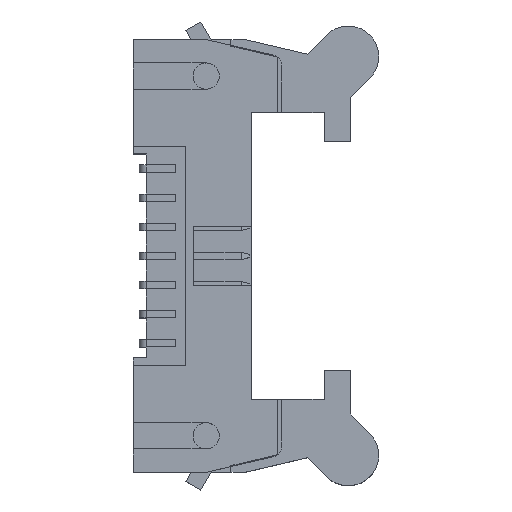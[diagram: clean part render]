
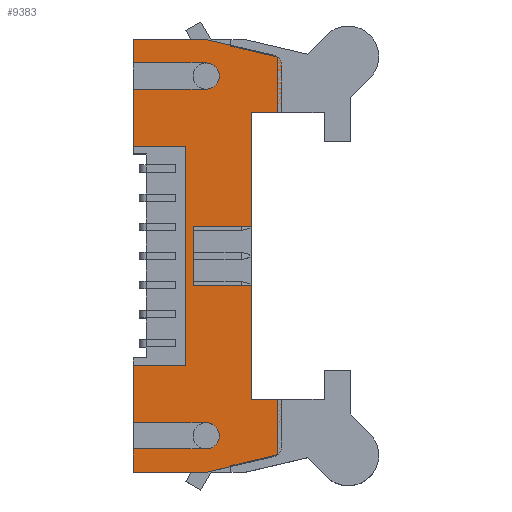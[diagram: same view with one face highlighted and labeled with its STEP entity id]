
A CAD part, top view. The second image highlights one B-rep face of the part: STEP entity #9383.
In plain terms, the highlighted face is planar.
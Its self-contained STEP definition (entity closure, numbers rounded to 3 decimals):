
#91=CIRCLE('',#10093,0.75);
#93=CIRCLE('',#10116,0.9);
#94=CIRCLE('',#10122,0.75);
#95=CIRCLE('',#10123,0.9);
#1570=ORIENTED_EDGE('',*,*,#3663,.F.);
#1571=ORIENTED_EDGE('',*,*,#3548,.F.);
#1572=ORIENTED_EDGE('',*,*,#3634,.F.);
#1573=ORIENTED_EDGE('',*,*,#3630,.F.);
#1574=ORIENTED_EDGE('',*,*,#3628,.F.);
#1575=ORIENTED_EDGE('',*,*,#3589,.F.);
#1576=ORIENTED_EDGE('',*,*,#3625,.F.);
#1577=ORIENTED_EDGE('',*,*,#3622,.F.);
#1578=ORIENTED_EDGE('',*,*,#3613,.F.);
#1579=ORIENTED_EDGE('',*,*,#3672,.F.);
#1580=ORIENTED_EDGE('',*,*,#3673,.T.);
#1581=ORIENTED_EDGE('',*,*,#3674,.T.);
#1582=ORIENTED_EDGE('',*,*,#3666,.F.);
#1583=ORIENTED_EDGE('',*,*,#3607,.F.);
#1584=ORIENTED_EDGE('',*,*,#3604,.F.);
#1585=ORIENTED_EDGE('',*,*,#3675,.F.);
#1586=ORIENTED_EDGE('',*,*,#3670,.F.);
#1587=ORIENTED_EDGE('',*,*,#3676,.F.);
#1588=ORIENTED_EDGE('',*,*,#3659,.F.);
#1589=ORIENTED_EDGE('',*,*,#3677,.F.);
#1590=ORIENTED_EDGE('',*,*,#3678,.F.);
#1591=ORIENTED_EDGE('',*,*,#3679,.F.);
#1592=ORIENTED_EDGE('',*,*,#3655,.F.);
#1593=ORIENTED_EDGE('',*,*,#3580,.F.);
#1594=ORIENTED_EDGE('',*,*,#3512,.F.);
#1595=ORIENTED_EDGE('',*,*,#3509,.T.);
#1596=ORIENTED_EDGE('',*,*,#3636,.F.);
#1597=ORIENTED_EDGE('',*,*,#3552,.F.);
#3509=EDGE_CURVE('',#4681,#4680,#5670,.T.);
#3512=EDGE_CURVE('',#4681,#4683,#5673,.T.);
#3548=EDGE_CURVE('',#4701,#4702,#5706,.T.);
#3552=EDGE_CURVE('',#4705,#4706,#5710,.T.);
#3580=EDGE_CURVE('',#4683,#4717,#5730,.T.);
#3589=EDGE_CURVE('',#4722,#4723,#91,.T.);
#3604=EDGE_CURVE('',#4731,#4732,#5749,.T.);
#3607=EDGE_CURVE('',#4732,#4734,#5752,.T.);
#3613=EDGE_CURVE('',#4739,#4736,#5758,.T.);
#3622=EDGE_CURVE('',#4736,#4745,#5766,.T.);
#3625=EDGE_CURVE('',#4745,#4722,#5769,.T.);
#3628=EDGE_CURVE('',#4723,#4747,#5772,.T.);
#3630=EDGE_CURVE('',#4747,#4748,#5774,.T.);
#3634=EDGE_CURVE('',#4748,#4701,#5778,.T.);
#3636=EDGE_CURVE('',#4706,#4680,#5780,.T.);
#3655=EDGE_CURVE('',#4717,#4755,#5799,.T.);
#3659=EDGE_CURVE('',#4758,#4759,#5803,.T.);
#3663=EDGE_CURVE('',#4702,#4705,#93,.T.);
#3666=EDGE_CURVE('',#4734,#4761,#5809,.T.);
#3670=EDGE_CURVE('',#4763,#4764,#5813,.T.);
#3672=EDGE_CURVE('',#4765,#4739,#5815,.T.);
#3673=EDGE_CURVE('',#4765,#4766,#5816,.T.);
#3674=EDGE_CURVE('',#4766,#4761,#5817,.T.);
#3675=EDGE_CURVE('',#4764,#4731,#94,.T.);
#3676=EDGE_CURVE('',#4759,#4763,#5818,.T.);
#3677=EDGE_CURVE('',#4767,#4758,#5819,.T.);
#3678=EDGE_CURVE('',#4768,#4767,#95,.T.);
#3679=EDGE_CURVE('',#4755,#4768,#5820,.T.);
#4680=VERTEX_POINT('',#14187);
#4681=VERTEX_POINT('',#14189);
#4683=VERTEX_POINT('',#14195);
#4701=VERTEX_POINT('',#14258);
#4702=VERTEX_POINT('',#14259);
#4705=VERTEX_POINT('',#14267);
#4706=VERTEX_POINT('',#14268);
#4717=VERTEX_POINT('',#14322);
#4722=VERTEX_POINT('',#14341);
#4723=VERTEX_POINT('',#14343);
#4731=VERTEX_POINT('',#14370);
#4732=VERTEX_POINT('',#14372);
#4734=VERTEX_POINT('',#14378);
#4736=VERTEX_POINT('',#14384);
#4739=VERTEX_POINT('',#14389);
#4745=VERTEX_POINT('',#14411);
#4747=VERTEX_POINT('',#14423);
#4748=VERTEX_POINT('',#14427);
#4755=VERTEX_POINT('',#14464);
#4758=VERTEX_POINT('',#14470);
#4759=VERTEX_POINT('',#14472);
#4761=VERTEX_POINT('',#14485);
#4763=VERTEX_POINT('',#14491);
#4764=VERTEX_POINT('',#14493);
#4765=VERTEX_POINT('',#14497);
#4766=VERTEX_POINT('',#14499);
#4767=VERTEX_POINT('',#14504);
#4768=VERTEX_POINT('',#14506);
#5670=LINE('',#14188,#6922);
#5673=LINE('',#14194,#6925);
#5706=LINE('',#14257,#6958);
#5710=LINE('',#14266,#6962);
#5730=LINE('',#14325,#6982);
#5749=LINE('',#14371,#7001);
#5752=LINE('',#14377,#7004);
#5758=LINE('',#14390,#7010);
#5766=LINE('',#14410,#7018);
#5769=LINE('',#14416,#7021);
#5772=LINE('',#14422,#7024);
#5774=LINE('',#14426,#7026);
#5778=LINE('',#14433,#7030);
#5780=LINE('',#14435,#7032);
#5799=LINE('',#14463,#7051);
#5803=LINE('',#14471,#7055);
#5809=LINE('',#14484,#7061);
#5813=LINE('',#14492,#7065);
#5815=LINE('',#14496,#7067);
#5816=LINE('',#14498,#7068);
#5817=LINE('',#14500,#7069);
#5818=LINE('',#14502,#7070);
#5819=LINE('',#14503,#7071);
#5820=LINE('',#14507,#7072);
#6922=VECTOR('',#11503,1000.);
#6925=VECTOR('',#11508,1000.);
#6958=VECTOR('',#11565,1000.);
#6962=VECTOR('',#11571,1000.);
#6982=VECTOR('',#11625,1000.);
#7001=VECTOR('',#11672,1000.);
#7004=VECTOR('',#11677,1000.);
#7010=VECTOR('',#11685,1000.);
#7018=VECTOR('',#11699,1000.);
#7021=VECTOR('',#11706,1000.);
#7024=VECTOR('',#11713,1000.);
#7026=VECTOR('',#11717,1000.);
#7030=VECTOR('',#11723,1000.);
#7032=VECTOR('',#11725,1000.);
#7051=VECTOR('',#11752,1000.);
#7055=VECTOR('',#11756,1000.);
#7061=VECTOR('',#11772,1000.);
#7065=VECTOR('',#11778,1000.);
#7067=VECTOR('',#11782,1000.);
#7068=VECTOR('',#11783,1000.);
#7069=VECTOR('',#11784,1000.);
#7070=VECTOR('',#11787,1000.);
#7071=VECTOR('',#11788,1000.);
#7072=VECTOR('',#11791,1000.);
#7847=EDGE_LOOP('',(#1570,#1571,#1572,#1573,#1574,#1575,#1576,#1577,#1578,
#1579,#1580,#1581,#1582,#1583,#1584,#1585,#1586,#1587,#1588,#1589,#1590,
#1591,#1592,#1593,#1594,#1595,#1596,#1597));
#8385=FACE_BOUND('',#7847,.T.);
#8887=PLANE('',#10121);
#9383=ADVANCED_FACE('',(#8385),#8887,.F.);
#10093=AXIS2_PLACEMENT_3D('',#14342,#11645,#11646);
#10116=AXIS2_PLACEMENT_3D('',#14478,#11762,#11763);
#10121=AXIS2_PLACEMENT_3D('',#14495,#11780,#11781);
#10122=AXIS2_PLACEMENT_3D('',#14501,#11785,#11786);
#10123=AXIS2_PLACEMENT_3D('',#14505,#11789,#11790);
#11503=DIRECTION('',(0.,0.,-1.));
#11508=DIRECTION('',(-1.,0.,0.));
#11565=DIRECTION('',(0.,0.,1.));
#11571=DIRECTION('',(0.,0.,-1.));
#11625=DIRECTION('',(0.,0.,-1.));
#11645=DIRECTION('',(0.,1.,0.));
#11646=DIRECTION('',(0.,0.,1.));
#11672=DIRECTION('',(1.,0.,0.));
#11677=DIRECTION('',(0.,0.,-1.));
#11685=DIRECTION('',(1.,0.,0.));
#11699=DIRECTION('',(0.,0.,1.));
#11706=DIRECTION('',(1.,0.,0.));
#11713=DIRECTION('',(0.225,0.,-0.974));
#11717=DIRECTION('',(0.,0.,-1.));
#11723=DIRECTION('',(-1.,0.,0.));
#11725=DIRECTION('',(-1.,0.,0.));
#11752=DIRECTION('',(-1.,0.,0.));
#11756=DIRECTION('',(-1.,0.,0.));
#11762=DIRECTION('',(0.,-1.,0.));
#11763=DIRECTION('',(1.,0.,0.));
#11772=DIRECTION('',(1.,0.,0.));
#11778=DIRECTION('',(0.225,0.,0.974));
#11780=DIRECTION('',(0.,1.,0.));
#11781=DIRECTION('',(0.,0.,1.));
#11782=DIRECTION('',(0.,0.,1.));
#11783=DIRECTION('',(-1.,0.,0.));
#11784=DIRECTION('',(0.,0.,1.));
#11785=DIRECTION('',(0.,1.,0.));
#11786=DIRECTION('',(0.,0.,1.));
#11787=DIRECTION('',(0.,0.,1.));
#11788=DIRECTION('',(0.,0.,-1.));
#11789=DIRECTION('',(0.,-1.,0.));
#11790=DIRECTION('',(1.,0.,0.));
#11791=DIRECTION('',(0.,0.,1.));
#14187=CARTESIAN_POINT('',(7.5,-3.,-5.));
#14188=CARTESIAN_POINT('',(7.5,-3.,-1.4));
#14189=CARTESIAN_POINT('',(7.5,-3.,-1.4));
#14194=CARTESIAN_POINT('',(7.5,-3.,-1.4));
#14195=CARTESIAN_POINT('',(-7.5,-3.,-1.4));
#14257=CARTESIAN_POINT('',(13.25,-3.,-5.));
#14258=CARTESIAN_POINT('',(13.25,-3.,-5.));
#14259=CARTESIAN_POINT('',(13.25,-3.,0.));
#14266=CARTESIAN_POINT('',(11.45,-3.,0.));
#14267=CARTESIAN_POINT('',(11.45,-3.,0.));
#14268=CARTESIAN_POINT('',(11.45,-3.,-5.));
#14322=CARTESIAN_POINT('',(-7.5,-3.,-5.));
#14325=CARTESIAN_POINT('',(-7.5,-3.,-1.4));
#14341=CARTESIAN_POINT('',(13.053,-3.,5.2));
#14342=CARTESIAN_POINT('',(13.053,-3.,4.45));
#14343=CARTESIAN_POINT('',(13.784,-3.,4.619));
#14370=CARTESIAN_POINT('',(-13.053,-3.,5.2));
#14371=CARTESIAN_POINT('',(-13.65,-3.,5.2));
#14372=CARTESIAN_POINT('',(-9.85,-3.,5.2));
#14377=CARTESIAN_POINT('',(-9.85,-3.,5.2));
#14378=CARTESIAN_POINT('',(-9.85,-3.,3.1));
#14384=CARTESIAN_POINT('',(9.85,-3.,3.1));
#14389=CARTESIAN_POINT('',(2.,-3.,3.1));
#14390=CARTESIAN_POINT('',(-9.85,-3.,3.1));
#14410=CARTESIAN_POINT('',(9.85,-3.,3.1));
#14411=CARTESIAN_POINT('',(9.85,-3.,5.2));
#14416=CARTESIAN_POINT('',(9.85,-3.,5.2));
#14422=CARTESIAN_POINT('',(13.65,-3.,5.2));
#14423=CARTESIAN_POINT('',(14.85,-3.,0.));
#14426=CARTESIAN_POINT('',(14.85,-3.,0.));
#14427=CARTESIAN_POINT('',(14.85,-3.,-5.));
#14433=CARTESIAN_POINT('',(14.85,-3.,-5.));
#14435=CARTESIAN_POINT('',(14.85,-3.,-5.));
#14463=CARTESIAN_POINT('',(-7.,-3.,-5.));
#14464=CARTESIAN_POINT('',(-11.45,-3.,-5.));
#14470=CARTESIAN_POINT('',(-13.25,-3.,-5.));
#14471=CARTESIAN_POINT('',(-7.,-3.,-5.));
#14472=CARTESIAN_POINT('',(-14.85,-3.,-5.));
#14478=CARTESIAN_POINT('',(12.35,-3.,0.));
#14484=CARTESIAN_POINT('',(-9.85,-3.,3.1));
#14485=CARTESIAN_POINT('',(-2.,-3.,3.1));
#14491=CARTESIAN_POINT('',(-14.85,-3.,0.));
#14492=CARTESIAN_POINT('',(-14.85,-3.,0.));
#14493=CARTESIAN_POINT('',(-13.784,-3.,4.619));
#14495=CARTESIAN_POINT('',(0.,-3.,0.));
#14496=CARTESIAN_POINT('',(2.,-3.,-0.9));
#14497=CARTESIAN_POINT('',(2.,-3.,-0.9));
#14498=CARTESIAN_POINT('',(2.,-3.,-0.9));
#14499=CARTESIAN_POINT('',(-2.,-3.,-0.9));
#14500=CARTESIAN_POINT('',(-2.,-3.,-0.9));
#14501=CARTESIAN_POINT('',(-13.053,-3.,4.45));
#14502=CARTESIAN_POINT('',(-14.85,-3.,-5.));
#14503=CARTESIAN_POINT('',(-13.25,-3.,0.));
#14504=CARTESIAN_POINT('',(-13.25,-3.,0.));
#14505=CARTESIAN_POINT('',(-12.35,-3.,0.));
#14506=CARTESIAN_POINT('',(-11.45,-3.,0.));
#14507=CARTESIAN_POINT('',(-11.45,-3.,-5.));
